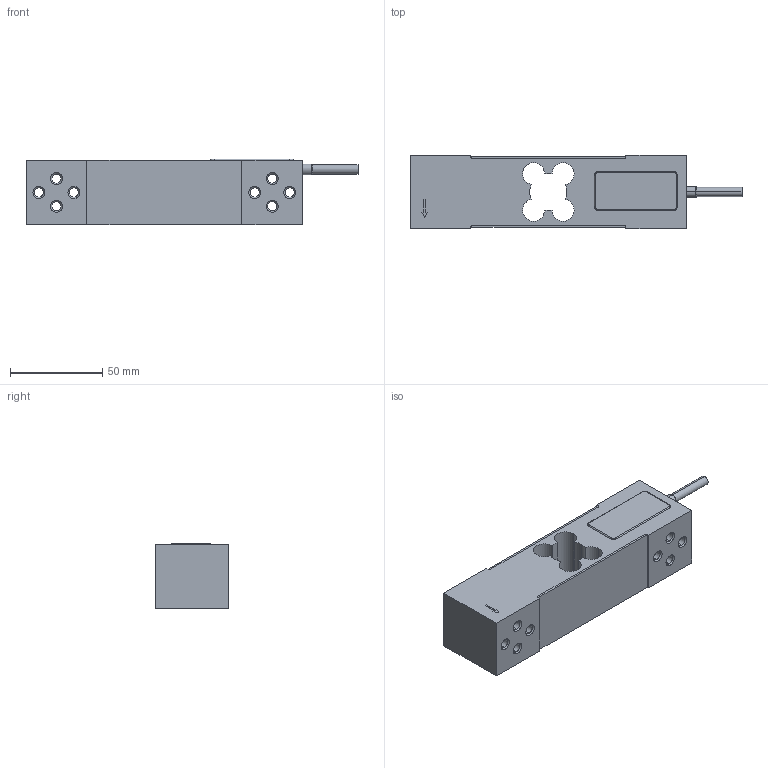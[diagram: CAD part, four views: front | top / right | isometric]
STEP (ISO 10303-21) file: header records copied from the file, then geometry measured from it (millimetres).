
FILE_DESCRIPTION (( 'STEP AP214' ), '1' );
FILE_NAME ('L6E 60kg.STEP', '2022-08-12T12:02:05', ( '' ), ( '' ), 'SwSTEP 2.0', 'SolidWorks 2021', '' );
FILE_SCHEMA (( 'AUTOMOTIVE_DESIGN' ));
Length unit declared in the file: millimetre
Products named in the file (5): Cable; silicon layer2; L6E 60kg; L6E 60kg element; Silicon layer
Assembly tree (5 placements, depth 2):
  L6E 60kg
    L6E 60kg element
    Cable
    Silicon layer  x2
    silicon layer2
Bounding box: 180 x 40 x 35.5 mm (x, y, z)
Volume: 175277.5 mm3; surface area: 48742.5 mm2
Topology: 5 solids, 5 shells, 146 faces, 359 edges, 222 vertices
Faces by surface type: cylinder 55, plane 47, cone 36, torus 6, bspline 2
Entity records: 5896 total; most frequent: CARTESIAN_POINT 2128, DIRECTION 764, ORIENTED_EDGE 678, EDGE_CURVE 339, AXIS2_PLACEMENT_3D 290, VERTEX_POINT 210, VECTOR 184, LINE 184
